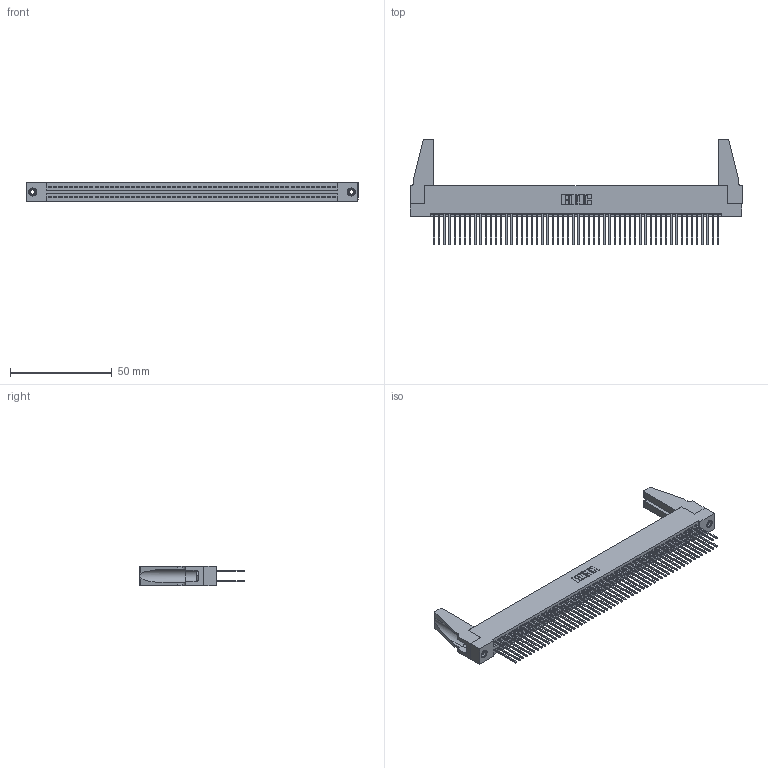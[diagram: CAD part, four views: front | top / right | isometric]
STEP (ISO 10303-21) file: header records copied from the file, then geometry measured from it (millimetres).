
FILE_DESCRIPTION (( 'STEP AP203' ), '1' );
FILE_NAME ('395-112-540-288.STEP', '2019-10-27T15:02:51', ( '' ), ( '' ), 'SwSTEP 2.0', 'SolidWorks 2016', '' );
FILE_SCHEMA (( 'CONFIG_CONTROL_DESIGN' ));
Length unit declared in the file: inch
Products named in the file (5): 345-292-001_345-293-140; 345-250-001_345-250-001-102; 345-220-078_345-220-088; 395-112-540-288; 345 Part_Flush Mounting Lugs - 0.156 Dia-TH
Assembly tree (117 placements, depth 2):
  395-112-540-288
    345 Part_Flush Mounting Lugs - 0.156 Dia-TH
    345-292-001_345-293-140  x112
    345-250-001_345-250-001-102  x2
    345-220-078_345-220-088  x2
Bounding box: 163.47 x 51.99 x 9.4 mm (x, y, z)
Volume: 19687.1 mm3; surface area: 29656.2 mm2
Topology: 117 solids, 117 shells, 5850 faces, 17343 edges, 11402 vertices
Faces by surface type: plane 3848, cylinder 1986, cone 12, torus 4
Entity records: 44220 total; most frequent: CARTESIAN_POINT 7394, ORIENTED_EDGE 7288, DIRECTION 6508, EDGE_CURVE 3644, VECTOR 3246, LINE 3246, VERTEX_POINT 2422, AXIS2_PLACEMENT_3D 1631
